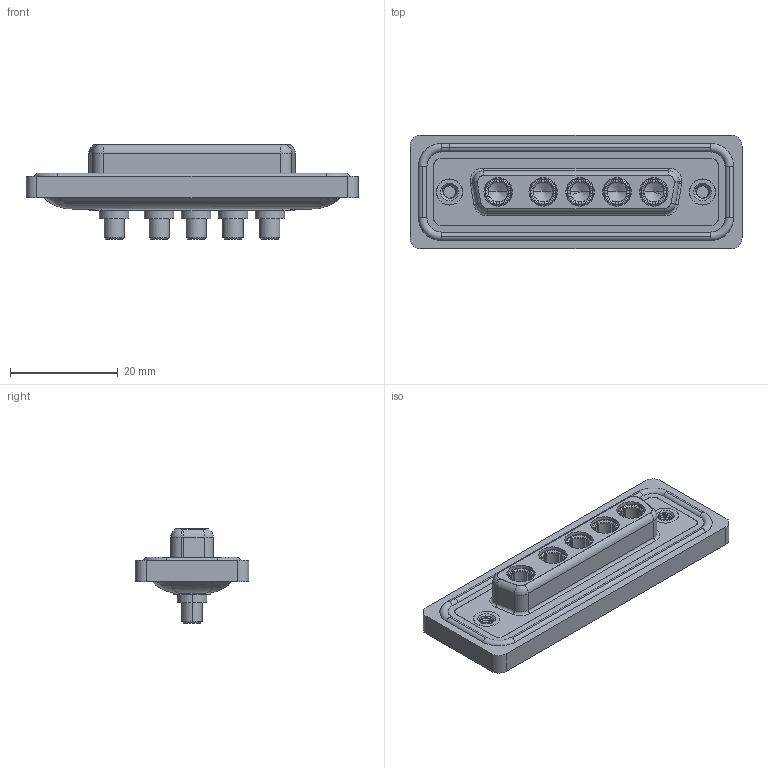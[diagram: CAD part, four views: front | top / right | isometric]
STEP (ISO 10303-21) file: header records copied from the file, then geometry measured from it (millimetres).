
FILE_DESCRIPTION (( 'STEP AP203' ), '1' );
FILE_NAME ('628W5W5-324-4NA.STEP', '2024-04-09T16:07:01', ( '' ), ( '' ), 'SwSTEP 2.0', 'SolidWorks 2023', '' );
FILE_SCHEMA (( 'CONFIG_CONTROL_DESIGN' ));
Length unit declared in the file: millimetre
Products named in the file (7): 628W5W5-324-4NA; 628Combo Shell Rear_25 Contacts; Power Socket_40A S; 628Combo Waterproof Housing_25 Contacts; 628Combo Housing_5W5; 628Combo Threaded Rivet_A; 628Combo Shell Front_25 Contacts
Assembly tree (11 placements, depth 2):
  628W5W5-324-4NA
    628Combo Housing_5W5
    628Combo Waterproof Housing_25 Contacts
    628Combo Shell Front_25 Contacts
    628Combo Shell Rear_25 Contacts
    628Combo Threaded Rivet_A  x2
    Power Socket_40A S  x5
Bounding box: 61.75 x 21.1 x 17.55 mm (x, y, z)
Volume: 8266.5 mm3; surface area: 13467.5 mm2
Topology: 17 solids, 17 shells, 754 faces, 1939 edges, 1237 vertices
Faces by surface type: cylinder 305, plane 250, cone 93, torus 91, bspline 15
Entity records: 16595 total; most frequent: CARTESIAN_POINT 4851, DIRECTION 2399, ORIENTED_EDGE 2234, EDGE_CURVE 1117, AXIS2_PLACEMENT_3D 963, VERTEX_POINT 711, CIRCLE 511, EDGE_LOOP 496
